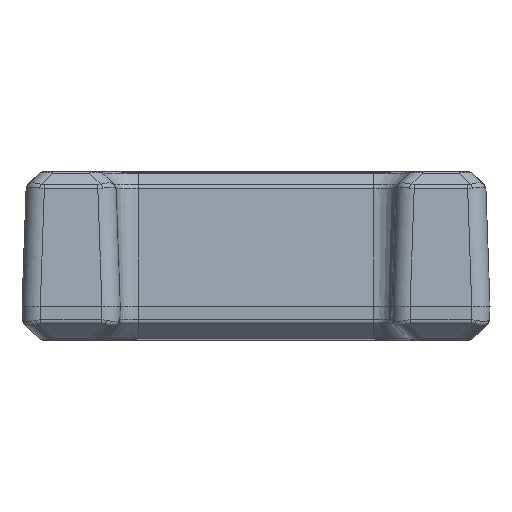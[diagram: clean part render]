
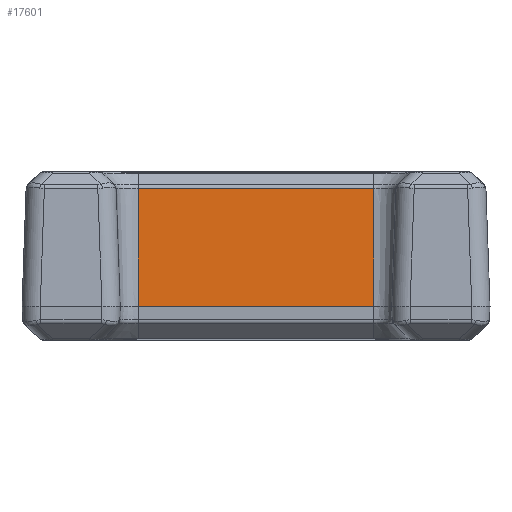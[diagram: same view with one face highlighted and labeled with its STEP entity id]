
A CAD part, front view. The second image highlights one B-rep face of the part: STEP entity #17601.
In plain terms, the highlighted planar face has unit normal (0, -0.999, 0.035).
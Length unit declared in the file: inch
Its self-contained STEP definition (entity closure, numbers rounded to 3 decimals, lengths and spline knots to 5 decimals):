
#3097=DIRECTION('',(1.,0.,0.));
#3098=VECTOR('',#3097,1.03);
#3099=CARTESIAN_POINT('',(-1.54,-1.07,0.));
#3100=LINE('',#3099,#3098);
#3749=DIRECTION('',(0.,0.035,0.999));
#3750=VECTOR('',#3749,0.51526);
#3751=CARTESIAN_POINT('',(-0.51,-1.07,0.));
#3752=LINE('',#3751,#3750);
#3753=DIRECTION('',(0.,0.035,0.999));
#3754=VECTOR('',#3753,0.51526);
#3755=CARTESIAN_POINT('',(-1.54,-1.07,0.));
#3756=LINE('',#3755,#3754);
#3761=DIRECTION('',(1.,0.,0.));
#3762=VECTOR('',#3761,1.03);
#3763=CARTESIAN_POINT('',(-1.54,-1.05202,
0.51495));
#3764=LINE('',#3763,#3762);
#11204=CARTESIAN_POINT('',(-1.54,-1.07,0.));
#11205=CARTESIAN_POINT('',(-0.51,-1.07,0.));
#11206=VERTEX_POINT('',#11204);
#11207=VERTEX_POINT('',#11205);
#11371=CARTESIAN_POINT('',(-0.51,-1.05202,0.51495));
#11372=VERTEX_POINT('',#11371);
#11375=CARTESIAN_POINT('',(-1.54,-1.05202,
0.51495));
#11376=VERTEX_POINT('',#11375);
#17588=CARTESIAN_POINT('',(-2.58335,-1.07,0.));
#17589=DIRECTION('',(0.,-0.999,0.035));
#17590=DIRECTION('',(1.,0.,0.));
#17591=AXIS2_PLACEMENT_3D('',#17588,#17589,#17590);
#17592=PLANE('',#17591);
#17594=ORIENTED_EDGE('',*,*,#17593,.T.);
#17595=ORIENTED_EDGE('',*,*,#17583,.F.);
#17596=ORIENTED_EDGE('',*,*,#16710,.F.);
#17598=ORIENTED_EDGE('',*,*,#17597,.T.);
#17599=EDGE_LOOP('',(#17594,#17595,#17596,#17598));
#17600=FACE_OUTER_BOUND('',#17599,.F.);
#17601=ADVANCED_FACE('',(#17600),#17592,.T.);
#16710=EDGE_CURVE('',#11206,#11207,#3100,.T.);
#17583=EDGE_CURVE('',#11207,#11372,#3752,.T.);
#17593=EDGE_CURVE('',#11376,#11372,#3764,.T.);
#17597=EDGE_CURVE('',#11206,#11376,#3756,.T.);
